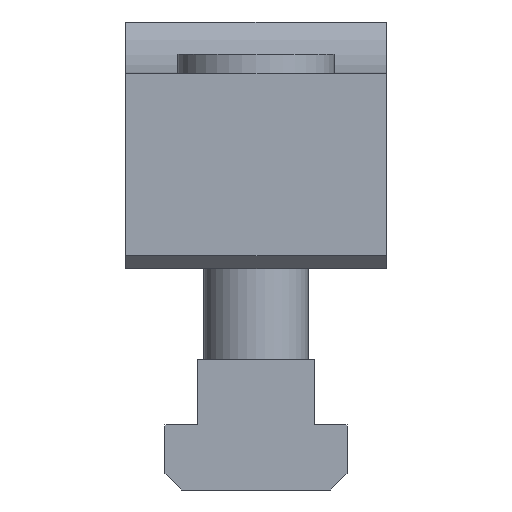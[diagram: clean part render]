
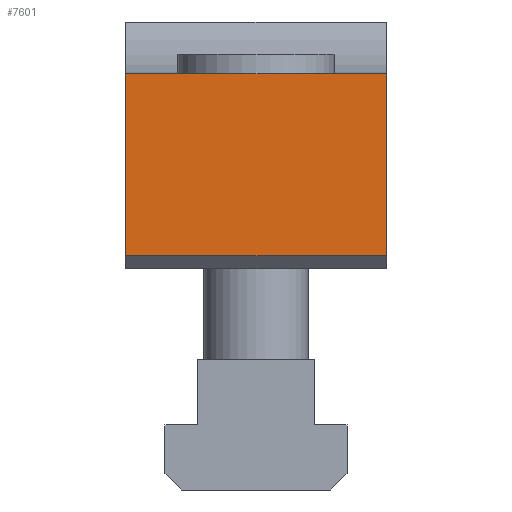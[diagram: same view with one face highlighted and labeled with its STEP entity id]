
A CAD part, left-side view. The second image highlights one B-rep face of the part: STEP entity #7601.
In plain terms, the highlighted planar face has unit normal (-1, 0, 0).
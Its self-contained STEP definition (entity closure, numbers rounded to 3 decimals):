
#269 = CARTESIAN_POINT ( 'NONE',  ( -47.5, 6.667, 30. ) ) ;
#433 = EDGE_CURVE ( 'NONE', #7118, #3914, #6919, .T. ) ;
#591 = EDGE_CURVE ( 'NONE', #978, #3914, #4015, .T. ) ;
#978 = VERTEX_POINT ( 'NONE', #3292 ) ;
#982 = AXIS2_PLACEMENT_3D ( 'NONE', #5445, #3662, #3070 ) ;
#1039 = CARTESIAN_POINT ( 'NONE',  ( -47.5, 20., 2. ) ) ;
#1139 = CARTESIAN_POINT ( 'NONE',  ( -47.5, -20., 2. ) ) ;
#1158 = CARTESIAN_POINT ( 'NONE',  ( -47.5, -20., 20.667 ) ) ;
#1218 = CARTESIAN_POINT ( 'NONE',  ( -47.5, 6.667, 2. ) ) ;
#1653 = CARTESIAN_POINT ( 'NONE',  ( -47.5, -20., 11.333 ) ) ;
#2140 = ORIENTED_EDGE ( 'NONE', *, *, #5479, .F. ) ;
#2314 = CARTESIAN_POINT ( 'NONE',  ( -47.5, 20., 30. ) ) ;
#2560 = ORIENTED_EDGE ( 'NONE', *, *, #433, .F. ) ;
#2735 = CARTESIAN_POINT ( 'NONE',  ( -47.5, -6.667, 30. ) ) ;
#3014 = CARTESIAN_POINT ( 'NONE',  ( -47.5, -20., 30. ) ) ;
#3070 = DIRECTION ( 'NONE',  ( 0., 0., 1. ) ) ;
#3292 = CARTESIAN_POINT ( 'NONE',  ( -47.5, 20., 2. ) ) ;
#3297 = CARTESIAN_POINT ( 'NONE',  ( -47.5, 20., 30. ) ) ;
#3662 = DIRECTION ( 'NONE',  ( -1., 0., 0. ) ) ;
#3914 = VERTEX_POINT ( 'NONE', #5923 ) ;
#4015 = B_SPLINE_CURVE_WITH_KNOTS ( 'NONE', 3,
 ( #7952, #1218, #7348, #1139 ),
 .UNSPECIFIED., .F., .F.,
 ( 4, 4 ),
 ( 0., 1. ),
 .UNSPECIFIED. ) ;
#4785 = CARTESIAN_POINT ( 'NONE',  ( -47.5, -20., 2. ) ) ;
#4872 = CARTESIAN_POINT ( 'NONE',  ( -47.5, 20., 11.333 ) ) ;
#5182 = EDGE_CURVE ( 'NONE', #7467, #978, #5218, .T. ) ;
#5194 = CARTESIAN_POINT ( 'NONE',  ( -47.5, -20., 30. ) ) ;
#5218 = B_SPLINE_CURVE_WITH_KNOTS ( 'NONE', 3,
 ( #5361, #6048, #4872, #1039 ),
 .UNSPECIFIED., .F., .F.,
 ( 4, 4 ),
 ( 0., 1. ),
 .UNSPECIFIED. ) ;
#5361 = CARTESIAN_POINT ( 'NONE',  ( -47.5, 20., 30. ) ) ;
#5445 = CARTESIAN_POINT ( 'NONE',  ( -47.5, -20., 2. ) ) ;
#5479 = EDGE_CURVE ( 'NONE', #7467, #7118, #7605, .T. ) ;
#5923 = CARTESIAN_POINT ( 'NONE',  ( -47.5, -20., 2. ) ) ;
#6048 = CARTESIAN_POINT ( 'NONE',  ( -47.5, 20., 20.667 ) ) ;
#6175 = PLANE ( 'NONE',  #982 ) ;
#6735 = ORIENTED_EDGE ( 'NONE', *, *, #591, .T. ) ;
#6739 = FACE_OUTER_BOUND ( 'NONE', #7820, .T. ) ;
#6793 = CARTESIAN_POINT ( 'NONE',  ( -47.5, -20., 30. ) ) ;
#6919 = B_SPLINE_CURVE_WITH_KNOTS ( 'NONE', 3,
 ( #3014, #1158, #1653, #4785 ),
 .UNSPECIFIED., .F., .F.,
 ( 4, 4 ),
 ( 0., 1. ),
 .UNSPECIFIED. ) ;
#7118 = VERTEX_POINT ( 'NONE', #6793 ) ;
#7348 = CARTESIAN_POINT ( 'NONE',  ( -47.5, -6.667, 2. ) ) ;
#7441 = ORIENTED_EDGE ( 'NONE', *, *, #5182, .T. ) ;
#7467 = VERTEX_POINT ( 'NONE', #2314 ) ;
#7601 = ADVANCED_FACE ( 'NONE', ( #6739 ), #6175, .T. ) ;
#7605 = B_SPLINE_CURVE_WITH_KNOTS ( 'NONE', 3,
 ( #3297, #269, #2735, #5194 ),
 .UNSPECIFIED., .F., .F.,
 ( 4, 4 ),
 ( 0., 1. ),
 .UNSPECIFIED. ) ;
#7820 = EDGE_LOOP ( 'NONE', ( #2560, #2140, #7441, #6735 ) ) ;
#7952 = CARTESIAN_POINT ( 'NONE',  ( -47.5, 20., 2. ) ) ;
